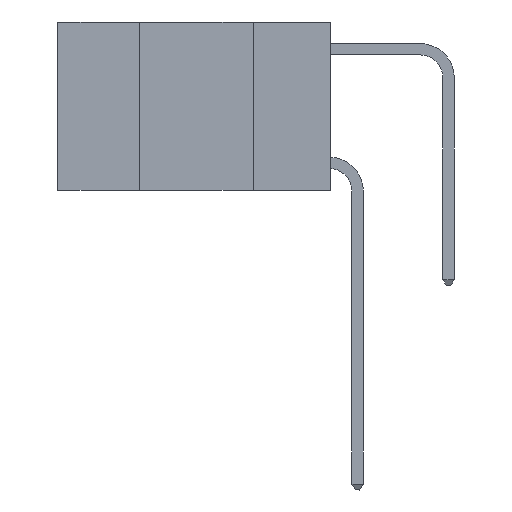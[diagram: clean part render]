
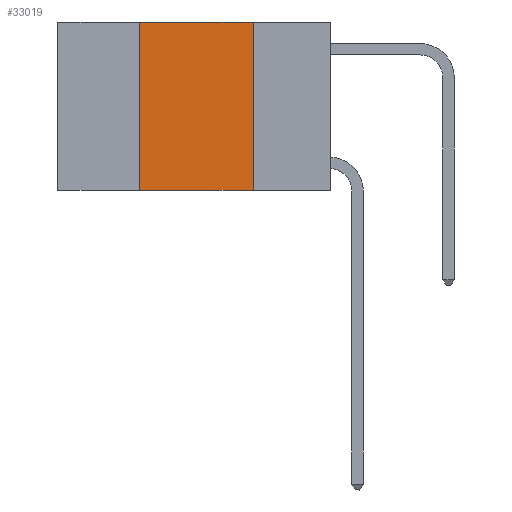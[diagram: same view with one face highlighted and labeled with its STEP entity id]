
A CAD part, left-side view. The second image highlights one B-rep face of the part: STEP entity #33019.
In plain terms, the highlighted planar face has unit normal (-1, 0, 0).
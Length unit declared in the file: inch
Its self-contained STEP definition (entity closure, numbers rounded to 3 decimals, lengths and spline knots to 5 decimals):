
#370 = FACE_OUTER_BOUND ( 'NONE', #5254, .T. ) ;
#894 = EDGE_CURVE ( 'NONE', #17181, #19228, #14931, .T. ) ;
#1563 = CARTESIAN_POINT ( 'NONE',  ( 0., 0.6, -0.37 ) ) ;
#4535 = EDGE_CURVE ( 'NONE', #17698, #19228, #25197, .T. ) ;
#5111 = VECTOR ( 'NONE', #32996, 39.37008 ) ;
#5254 = EDGE_LOOP ( 'NONE', ( #30314, #18834, #20666, #26561 ) ) ;
#6179 = DIRECTION ( 'NONE',  ( 0., 0., 1. ) ) ;
#12894 = VECTOR ( 'NONE', #6179, 39.37008 ) ;
#13684 = CARTESIAN_POINT ( 'NONE',  ( 0., 0.42, 0. ) ) ;
#14375 = VECTOR ( 'NONE', #24907, 39.37008 ) ;
#14931 = LINE ( 'NONE', #1563, #14375 ) ;
#15624 = CARTESIAN_POINT ( 'NONE',  ( 0., 0.6, 0. ) ) ;
#15959 = PLANE ( 'NONE',  #30670 ) ;
#16666 = DIRECTION ( 'NONE',  ( 0., -1., 0. ) ) ;
#17181 = VERTEX_POINT ( 'NONE', #32078 ) ;
#17689 = EDGE_CURVE ( 'NONE', #20484, #17698, #29488, .T. ) ;
#17698 = VERTEX_POINT ( 'NONE', #30159 ) ;
#17988 = DIRECTION ( 'NONE',  ( 1., 0., 0. ) ) ;
#18834 = ORIENTED_EDGE ( 'NONE', *, *, #17689, .F. ) ;
#19228 = VERTEX_POINT ( 'NONE', #22932 ) ;
#20484 = VERTEX_POINT ( 'NONE', #13684 ) ;
#20666 = ORIENTED_EDGE ( 'NONE', *, *, #32374, .F. ) ;
#21224 = VECTOR ( 'NONE', #16666, 39.37008 ) ;
#21781 = CARTESIAN_POINT ( 'NONE',  ( 0., 0.42, 0. ) ) ;
#22932 = CARTESIAN_POINT ( 'NONE',  ( 0., 0.17, -0.37 ) ) ;
#23566 = DIRECTION ( 'NONE',  ( 0., 0., -1. ) ) ;
#24589 = CARTESIAN_POINT ( 'NONE',  ( 0., 0.6, 0. ) ) ;
#24907 = DIRECTION ( 'NONE',  ( 0., -1., 0. ) ) ;
#25197 = LINE ( 'NONE', #33319, #5111 ) ;
#26561 = ORIENTED_EDGE ( 'NONE', *, *, #894, .T. ) ;
#29349 = LINE ( 'NONE', #21781, #12894 ) ;
#29488 = LINE ( 'NONE', #24589, #21224 ) ;
#30159 = CARTESIAN_POINT ( 'NONE',  ( 0., 0.17, 0. ) ) ;
#30314 = ORIENTED_EDGE ( 'NONE', *, *, #4535, .F. ) ;
#30670 = AXIS2_PLACEMENT_3D ( 'NONE', #15624, #17988, #23566 ) ;
#32078 = CARTESIAN_POINT ( 'NONE',  ( 0., 0.42, -0.37 ) ) ;
#32374 = EDGE_CURVE ( 'NONE', #17181, #20484, #29349, .T. ) ;
#32996 = DIRECTION ( 'NONE',  ( 0., 0., -1. ) ) ;
#33019 = ADVANCED_FACE ( 'NONE', ( #370 ), #15959, .F. ) ;
#33319 = CARTESIAN_POINT ( 'NONE',  ( 0., 0.17, 0. ) ) ;
